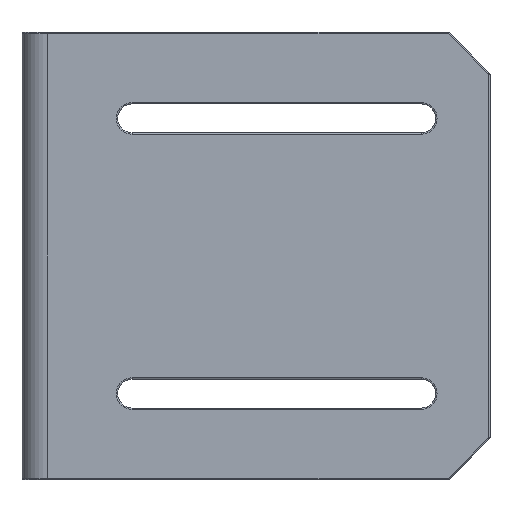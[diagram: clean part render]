
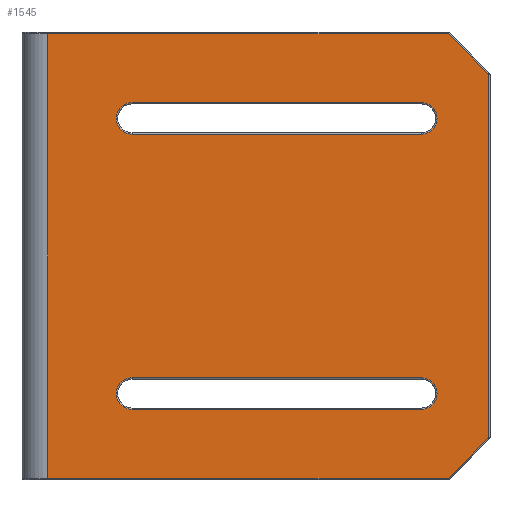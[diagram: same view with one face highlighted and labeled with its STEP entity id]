
A CAD part, front view. The second image highlights one B-rep face of the part: STEP entity #1545.
In plain terms, the highlighted planar face has unit normal (0, -1, 0).
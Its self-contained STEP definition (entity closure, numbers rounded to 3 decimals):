
#27 = LINE ( 'NONE', #1540, #3691 ) ;
#70 = DIRECTION ( 'NONE',  ( -1., 0., 0. ) ) ;
#109 = ORIENTED_EDGE ( 'NONE', *, *, #3037, .T. ) ;
#120 = CARTESIAN_POINT ( 'NONE',  ( 16., -3., -22.3 ) ) ;
#199 = VECTOR ( 'NONE', #1774, 1000. ) ;
#250 = LINE ( 'NONE', #293, #1994 ) ;
#260 = VECTOR ( 'NONE', #3990, 1000. ) ;
#293 = CARTESIAN_POINT ( 'NONE',  ( 0., -3., 22.3 ) ) ;
#387 = CARTESIAN_POINT ( 'NONE',  ( 58., -3., -17.7 ) ) ;
#421 = CARTESIAN_POINT ( 'NONE',  ( 67.859, -3., -26.359 ) ) ;
#465 = DIRECTION ( 'NONE',  ( 0., 1., 0. ) ) ;
#512 = EDGE_CURVE ( 'NONE', #2693, #4146, #250, .T. ) ;
#536 = FACE_BOUND ( 'NONE', #1440, .T. ) ;
#537 = AXIS2_PLACEMENT_3D ( 'NONE', #745, #3074, #2739 ) ;
#550 = DIRECTION ( 'NONE',  ( 0., 0., -1. ) ) ;
#679 = VECTOR ( 'NONE', #1206, 1000. ) ;
#683 = CIRCLE ( 'NONE', #962, 2.3 ) ;
#689 = CIRCLE ( 'NONE', #537, 2.3 ) ;
#716 = DIRECTION ( 'NONE',  ( 0., 0., 1. ) ) ;
#745 = CARTESIAN_POINT ( 'NONE',  ( 16., -3., 20. ) ) ;
#762 = ORIENTED_EDGE ( 'NONE', *, *, #2741, .T. ) ;
#810 = CARTESIAN_POINT ( 'NONE',  ( 58., -3., -20. ) ) ;
#871 = ORIENTED_EDGE ( 'NONE', *, *, #1298, .T. ) ;
#893 = FACE_BOUND ( 'NONE', #1604, .T. ) ;
#958 = ORIENTED_EDGE ( 'NONE', *, *, #4325, .T. ) ;
#962 = AXIS2_PLACEMENT_3D ( 'NONE', #3473, #465, #1799 ) ;
#1033 = CARTESIAN_POINT ( 'NONE',  ( 58., -3., 20. ) ) ;
#1052 = CARTESIAN_POINT ( 'NONE',  ( 61.917, -3., -32.3 ) ) ;
#1087 = DIRECTION ( 'NONE',  ( 0., 1., 0. ) ) ;
#1104 = AXIS2_PLACEMENT_3D ( 'NONE', #810, #1087, #716 ) ;
#1149 = LINE ( 'NONE', #2467, #2504 ) ;
#1206 = DIRECTION ( 'NONE',  ( 1., 0., 0. ) ) ;
#1237 = PLANE ( 'NONE',  #2790 ) ;
#1298 = EDGE_CURVE ( 'NONE', #3658, #4321, #3615, .T. ) ;
#1317 = CARTESIAN_POINT ( 'NONE',  ( 58., -3., 22.3 ) ) ;
#1334 = EDGE_CURVE ( 'NONE', #3661, #3252, #4335, .T. ) ;
#1344 = CARTESIAN_POINT ( 'NONE',  ( 0., -3., 32.3 ) ) ;
#1364 = LINE ( 'NONE', #1344, #4048 ) ;
#1381 = CARTESIAN_POINT ( 'NONE',  ( 16., -3., 17.7 ) ) ;
#1440 = EDGE_LOOP ( 'NONE', ( #762, #2156, #3036, #4061 ) ) ;
#1540 = CARTESIAN_POINT ( 'NONE',  ( 67.8, -3., 26.5 ) ) ;
#1545 = ADVANCED_FACE ( 'NONE', ( #2844, #893, #536 ), #1237, .F. ) ;
#1582 = DIRECTION ( 'NONE',  ( 1., 0., 0. ) ) ;
#1604 = EDGE_LOOP ( 'NONE', ( #2259, #2515, #3237, #109 ) ) ;
#1627 = LINE ( 'NONE', #2970, #260 ) ;
#1699 = LINE ( 'NONE', #421, #3446 ) ;
#1774 = DIRECTION ( 'NONE',  ( -0.707, 0., 0.707 ) ) ;
#1788 = VECTOR ( 'NONE', #550, 1000. ) ;
#1799 = DIRECTION ( 'NONE',  ( 0., 0., 1. ) ) ;
#1835 = CARTESIAN_POINT ( 'NONE',  ( 0., -3., 32.5 ) ) ;
#1851 = VERTEX_POINT ( 'NONE', #3411 ) ;
#1876 = DIRECTION ( 'NONE',  ( 0., 0., 1. ) ) ;
#1946 = CARTESIAN_POINT ( 'NONE',  ( 67.8, -3., 26.417 ) ) ;
#1994 = VECTOR ( 'NONE', #1582, 1000. ) ;
#2000 = ORIENTED_EDGE ( 'NONE', *, *, #2121, .T. ) ;
#2056 = VERTEX_POINT ( 'NONE', #1381 ) ;
#2071 = EDGE_CURVE ( 'NONE', #4142, #2744, #4164, .T. ) ;
#2121 = EDGE_CURVE ( 'NONE', #3855, #3658, #2545, .T. ) ;
#2124 = CARTESIAN_POINT ( 'NONE',  ( 16., -3., -17.7 ) ) ;
#2129 = CARTESIAN_POINT ( 'NONE',  ( 61.859, -3., 32.359 ) ) ;
#2156 = ORIENTED_EDGE ( 'NONE', *, *, #3295, .T. ) ;
#2226 = DIRECTION ( 'NONE',  ( 0., 1., 0. ) ) ;
#2257 = CARTESIAN_POINT ( 'NONE',  ( 0., -3., -17.7 ) ) ;
#2259 = ORIENTED_EDGE ( 'NONE', *, *, #2758, .T. ) ;
#2314 = DIRECTION ( 'NONE',  ( -1., 0., 0. ) ) ;
#2371 = DIRECTION ( 'NONE',  ( 0., 0., 1. ) ) ;
#2410 = CARTESIAN_POINT ( 'NONE',  ( 58., -3., -22.3 ) ) ;
#2456 = DIRECTION ( 'NONE',  ( 0.707, 0., 0.707 ) ) ;
#2467 = CARTESIAN_POINT ( 'NONE',  ( 0., -3., 17.7 ) ) ;
#2477 = CARTESIAN_POINT ( 'NONE',  ( 3.737, -3., 32.5 ) ) ;
#2504 = VECTOR ( 'NONE', #70, 1000. ) ;
#2515 = ORIENTED_EDGE ( 'NONE', *, *, #4291, .T. ) ;
#2545 = LINE ( 'NONE', #2477, #1788 ) ;
#2693 = VERTEX_POINT ( 'NONE', #3345 ) ;
#2731 = EDGE_CURVE ( 'NONE', #2744, #3855, #1364, .T. ) ;
#2739 = DIRECTION ( 'NONE',  ( 0., 0., 1. ) ) ;
#2741 = EDGE_CURVE ( 'NONE', #3252, #2827, #1627, .T. ) ;
#2744 = VERTEX_POINT ( 'NONE', #3125 ) ;
#2747 = CARTESIAN_POINT ( 'NONE',  ( 3.737, -3., 32.3 ) ) ;
#2758 = EDGE_CURVE ( 'NONE', #3602, #2056, #1149, .T. ) ;
#2790 = AXIS2_PLACEMENT_3D ( 'NONE', #1835, #2226, #1876 ) ;
#2827 = VERTEX_POINT ( 'NONE', #120 ) ;
#2832 = DIRECTION ( 'NONE',  ( 0., 0., 1. ) ) ;
#2844 = FACE_OUTER_BOUND ( 'NONE', #3407, .T. ) ;
#2862 = CIRCLE ( 'NONE', #4267, 2.3 ) ;
#2970 = CARTESIAN_POINT ( 'NONE',  ( 0., -3., -22.3 ) ) ;
#3036 = ORIENTED_EDGE ( 'NONE', *, *, #4129, .T. ) ;
#3037 = EDGE_CURVE ( 'NONE', #4146, #3602, #2862, .T. ) ;
#3070 = VECTOR ( 'NONE', #3599, 1000. ) ;
#3074 = DIRECTION ( 'NONE',  ( 0., 1., 0. ) ) ;
#3125 = CARTESIAN_POINT ( 'NONE',  ( 61.917, -3., 32.3 ) ) ;
#3212 = ORIENTED_EDGE ( 'NONE', *, *, #3556, .T. ) ;
#3237 = ORIENTED_EDGE ( 'NONE', *, *, #512, .T. ) ;
#3252 = VERTEX_POINT ( 'NONE', #2410 ) ;
#3295 = EDGE_CURVE ( 'NONE', #2827, #3587, #683, .T. ) ;
#3345 = CARTESIAN_POINT ( 'NONE',  ( 16., -3., 22.3 ) ) ;
#3407 = EDGE_LOOP ( 'NONE', ( #2000, #871, #3212, #958, #3835, #3577 ) ) ;
#3411 = CARTESIAN_POINT ( 'NONE',  ( 67.8, -3., -26.417 ) ) ;
#3446 = VECTOR ( 'NONE', #2456, 1000. ) ;
#3473 = CARTESIAN_POINT ( 'NONE',  ( 16., -3., -20. ) ) ;
#3556 = EDGE_CURVE ( 'NONE', #4321, #1851, #1699, .T. ) ;
#3577 = ORIENTED_EDGE ( 'NONE', *, *, #2731, .T. ) ;
#3587 = VERTEX_POINT ( 'NONE', #2124 ) ;
#3599 = DIRECTION ( 'NONE',  ( 1., 0., 0. ) ) ;
#3602 = VERTEX_POINT ( 'NONE', #4138 ) ;
#3615 = LINE ( 'NONE', #4307, #679 ) ;
#3651 = DIRECTION ( 'NONE',  ( 0., 1., 0. ) ) ;
#3658 = VERTEX_POINT ( 'NONE', #4159 ) ;
#3661 = VERTEX_POINT ( 'NONE', #387 ) ;
#3691 = VECTOR ( 'NONE', #2832, 1000. ) ;
#3835 = ORIENTED_EDGE ( 'NONE', *, *, #2071, .T. ) ;
#3855 = VERTEX_POINT ( 'NONE', #2747 ) ;
#3935 = LINE ( 'NONE', #2257, #3070 ) ;
#3990 = DIRECTION ( 'NONE',  ( -1., 0., 0. ) ) ;
#4048 = VECTOR ( 'NONE', #2314, 1000. ) ;
#4061 = ORIENTED_EDGE ( 'NONE', *, *, #1334, .T. ) ;
#4129 = EDGE_CURVE ( 'NONE', #3587, #3661, #3935, .T. ) ;
#4138 = CARTESIAN_POINT ( 'NONE',  ( 58., -3., 17.7 ) ) ;
#4142 = VERTEX_POINT ( 'NONE', #1946 ) ;
#4146 = VERTEX_POINT ( 'NONE', #1317 ) ;
#4159 = CARTESIAN_POINT ( 'NONE',  ( 3.737, -3., -32.3 ) ) ;
#4164 = LINE ( 'NONE', #2129, #199 ) ;
#4267 = AXIS2_PLACEMENT_3D ( 'NONE', #1033, #3651, #2371 ) ;
#4291 = EDGE_CURVE ( 'NONE', #2056, #2693, #689, .T. ) ;
#4307 = CARTESIAN_POINT ( 'NONE',  ( 62., -3., -32.3 ) ) ;
#4321 = VERTEX_POINT ( 'NONE', #1052 ) ;
#4325 = EDGE_CURVE ( 'NONE', #1851, #4142, #27, .T. ) ;
#4335 = CIRCLE ( 'NONE', #1104, 2.3 ) ;
